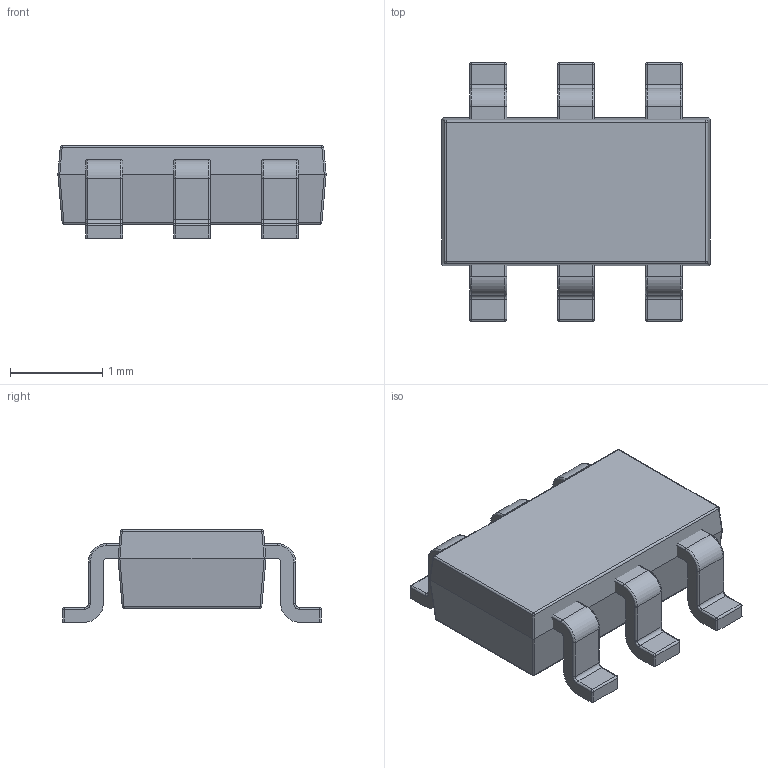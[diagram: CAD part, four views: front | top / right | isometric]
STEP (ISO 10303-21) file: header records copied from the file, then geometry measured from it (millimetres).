
FILE_DESCRIPTION (( 'STEP AP214' ), '1' );
FILE_NAME ('TSMT6 new.STEP', '2011-10-18T02:20:14', ( ' ' ), ( ' ' ), 'SwSTEP 2.0', 'SolidWorks 2008', '' );
FILE_SCHEMA (( 'AUTOMOTIVE_DESIGN' ));
Length unit declared in the file: millimetre
Products named in the file (1): TSMT6 new
Bounding box: 2.9 x 2.8 x 1 mm (x, y, z)
Volume: 4.6 mm3; surface area: 29.5 mm2
Topology: 4 solids, 4 shells, 184 faces, 424 edges, 236 vertices
Faces by surface type: cylinder 88, plane 52, bspline 44
Entity records: 7598 total; most frequent: CARTESIAN_POINT 1589, DIRECTION 834, ORIENTED_EDGE 824, EDGE_CURVE 412, AXIS2_PLACEMENT_3D 309, VERTEX_POINT 236, VECTOR 216, LINE 216
